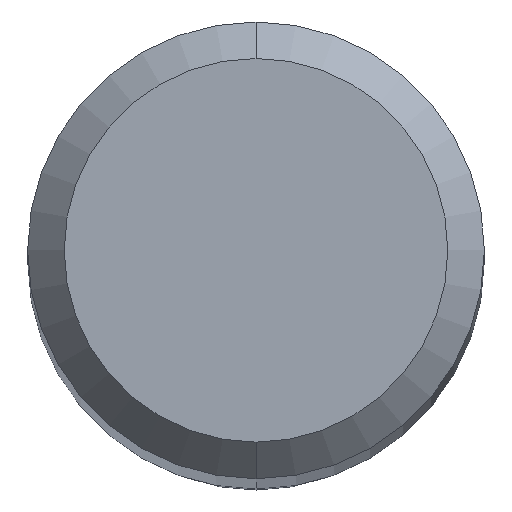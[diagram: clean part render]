
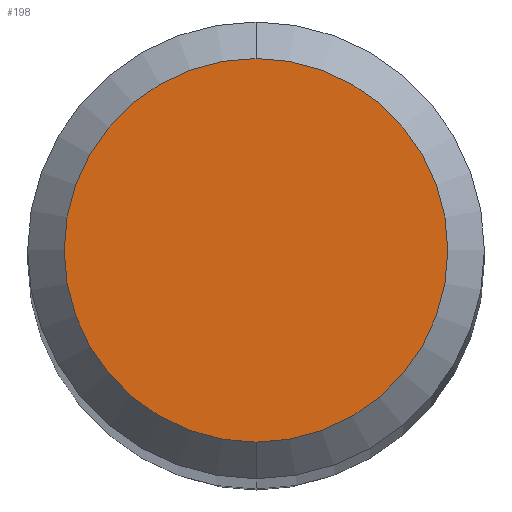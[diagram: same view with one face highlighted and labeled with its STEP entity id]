
A CAD part, top view. The second image highlights one B-rep face of the part: STEP entity #198.
In plain terms, the highlighted planar face has unit normal (0, 0, 1).
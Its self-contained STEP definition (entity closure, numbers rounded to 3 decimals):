
#198=ADVANCED_FACE('',(#503),#504,.T.);
#238=VERTEX_POINT('',#548);
#342=VERTEX_POINT('',#663);
#408=EDGE_CURVE('',#238,#342,#732,.T.);
#410=EDGE_CURVE('',#342,#238,#734,.T.);
#503=FACE_OUTER_BOUND('',#835,.T.);
#504=PLANE('',#836);
#548=CARTESIAN_POINT('',(0.0,2.1,0.0));
#663=CARTESIAN_POINT('',(0.,-2.1,0.0));
#732=CIRCLE('',#1351,2.1);
#734=CIRCLE('',#1354,2.1);
#835=EDGE_LOOP('',(#1451,#1452));
#836=AXIS2_PLACEMENT_3D('',#1453,#1454,#1455);
#1351=AXIS2_PLACEMENT_3D('',#1688,#1689,#1690);
#1354=AXIS2_PLACEMENT_3D('',#1691,#1692,#1693);
#1451=ORIENTED_EDGE('',*,*,#408,.F.);
#1452=ORIENTED_EDGE('',*,*,#410,.F.);
#1453=CARTESIAN_POINT('',(0.0,1.05,0.0));
#1454=DIRECTION('',(-0.0,0.0,1.0));
#1455=DIRECTION('',(0.0,-1.0,0.0));
#1688=CARTESIAN_POINT('',(0.0,0.0,0.0));
#1689=DIRECTION('',(0.0,0.0,-1.0));
#1690=DIRECTION('',(0.0,1.0,0.0));
#1691=CARTESIAN_POINT('',(0.0,0.0,0.0));
#1692=DIRECTION('',(0.0,0.0,-1.0));
#1693=DIRECTION('',(0.0,1.0,0.0));
